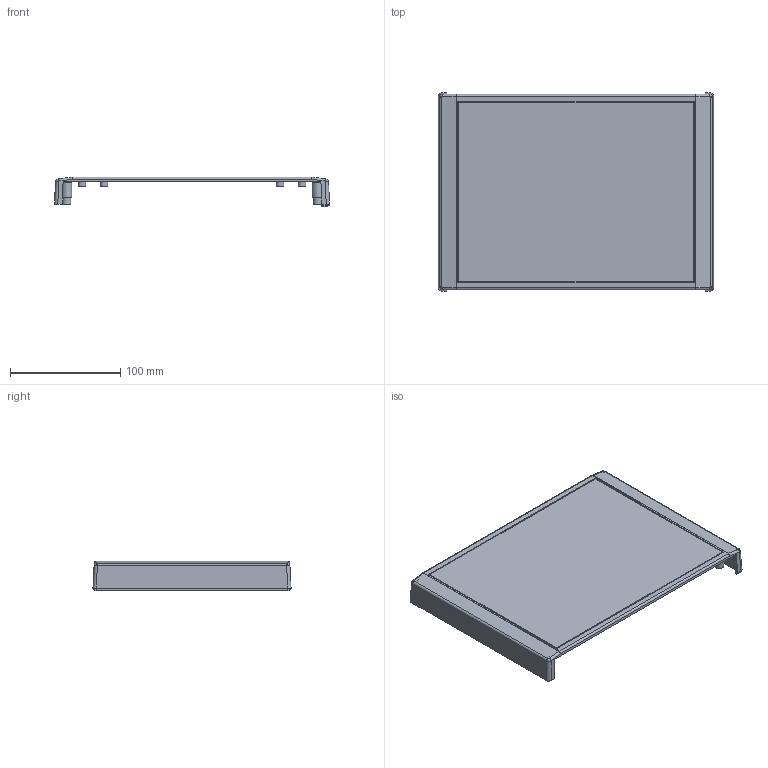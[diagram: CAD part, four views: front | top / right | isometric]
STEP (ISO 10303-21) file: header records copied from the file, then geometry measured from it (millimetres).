
FILE_DESCRIPTION((''),'2;1');
FILE_NAME('2091_SMALL_BOTTOM_T_CCT','2009-02-03T',('oluf'),(''),'PRO/ENGINEER BY PARAMETRIC TECHNOLOGY CORPORATION, 2001440','PRO/ENGINEER BY PARAMETRIC TECHNOLOGY CORPORATION, 2001440','');
FILE_SCHEMA(('CONFIG_CONTROL_DESIGN'));
Length unit declared in the file: millimetre
Products named in the file (1): 2091_SMALL_BOTTOM_T_CCT
Bounding box: 250 x 180 x 27 mm (x, y, z)
Surface area: 115133.5 mm2 (no closed solid volume)
Topology: 0 solids, 1 shells, 206 faces, 490 edges, 312 vertices
Faces by surface type: plane 110, cylinder 44, cone 40, bspline 8, sphere 4
Entity records: 6443 total; most frequent: CARTESIAN_POINT 1607, DIRECTION 998, ORIENTED_EDGE 972, EDGE_CURVE 486, AXIS2_PLACEMENT_3D 346, VERTEX_POINT 312, VECTOR 306, LINE 306
